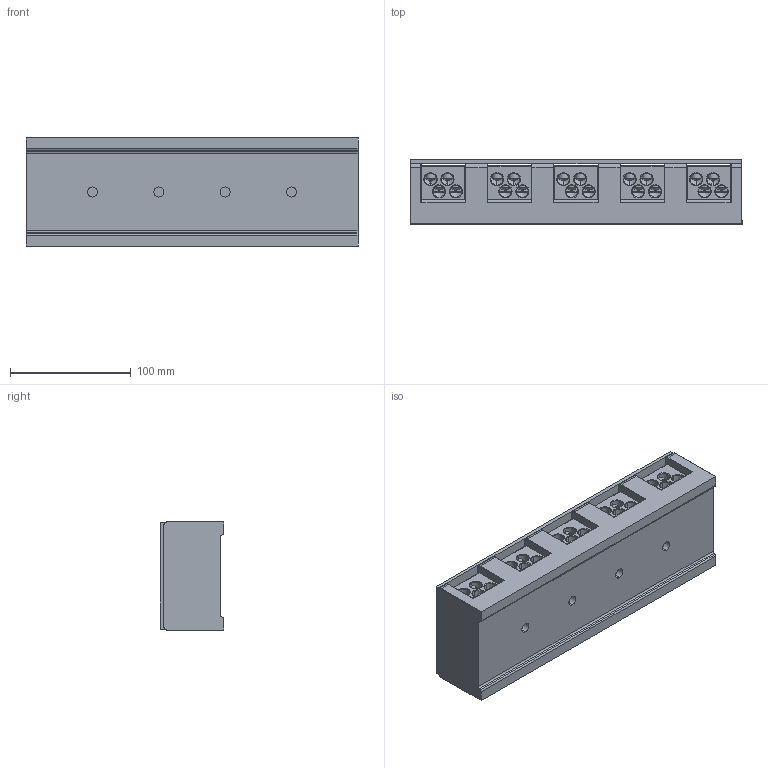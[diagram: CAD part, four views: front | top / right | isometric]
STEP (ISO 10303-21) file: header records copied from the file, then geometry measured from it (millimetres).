
FILE_DESCRIPTION((''),'2;1');
FILE_NAME('UDJ-3005_4_35','2024-07-04T',('dell'),(''),'PRO/ENGINEER BY PARAMETRIC TECHNOLOGY CORPORATION, 2013230','PRO/ENGINEER BY PARAMETRIC TECHNOLOGY CORPORATION, 2013230','');
FILE_SCHEMA(('AUTOMOTIVE_DESIGN { 1 0 10303 214 1 1 1 1 }'));
Products named in the file (1): UDJ-3005_4_35
Bounding box: 275 x 53 x 90 mm (x, y, z)
Volume: 919151 mm3; surface area: 219699 mm2
Topology: 6 solids, 34 shells, 2486 faces, 6914 edges, 4431 vertices
Faces by surface type: plane 1450, cylinder 489, cone 260, bspline 180, sphere 60, torus 44, extrusion 3
Entity records: 91379 total; most frequent: CARTESIAN_POINT 29156, ORIENTED_EDGE 13568, DIRECTION 12004, EDGE_CURVE 6784, VECTOR 4446, LINE 4443, VERTEX_POINT 4431, AXIS2_PLACEMENT_3D 3779
